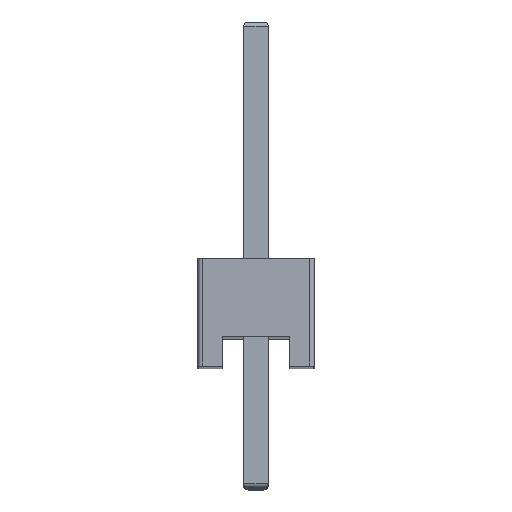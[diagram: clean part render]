
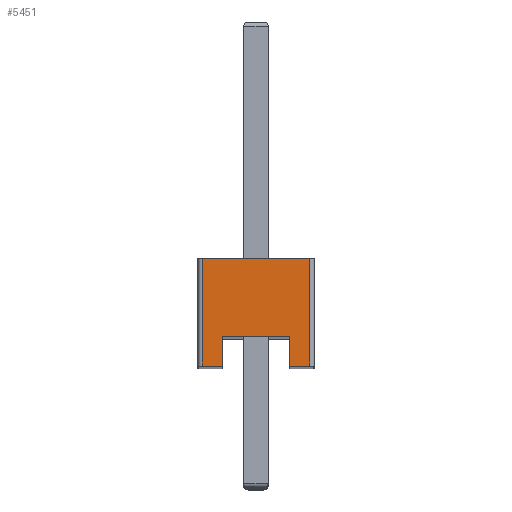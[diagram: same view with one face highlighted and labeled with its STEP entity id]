
A CAD part, top view. The second image highlights one B-rep face of the part: STEP entity #5451.
In plain terms, the highlighted planar face has unit normal (0, 0, 1).
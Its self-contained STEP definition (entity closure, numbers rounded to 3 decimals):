
#189=PLANE('',#5978);
#601=FACE_OUTER_BOUND('',#934,.T.);
#934=EDGE_LOOP('',(#4721,#4722,#4723,#4724,#4725,#4726,#4727,#4728));
#1214=LINE('',#8019,#1778);
#1257=LINE('',#8104,#1821);
#1268=LINE('',#8166,#1832);
#1603=LINE('',#9105,#2167);
#1604=LINE('',#9108,#2168);
#1605=LINE('',#9110,#2169);
#1606=LINE('',#9112,#2170);
#1607=LINE('',#9113,#2171);
#1778=VECTOR('',#6402,10.);
#1821=VECTOR('',#6447,10.);
#1832=VECTOR('',#6500,10.);
#2167=VECTOR('',#7517,10.);
#2168=VECTOR('',#7520,10.);
#2169=VECTOR('',#7521,10.);
#2170=VECTOR('',#7522,10.);
#2171=VECTOR('',#7523,10.);
#2323=VERTEX_POINT('',#8016);
#2324=VERTEX_POINT('',#8018);
#2365=VERTEX_POINT('',#8102);
#2395=VERTEX_POINT('',#8164);
#2658=VERTEX_POINT('',#9103);
#2659=VERTEX_POINT('',#9107);
#2660=VERTEX_POINT('',#9109);
#2661=VERTEX_POINT('',#9111);
#2870=EDGE_CURVE('',#2324,#2323,#1214,.T.);
#2913=EDGE_CURVE('',#2323,#2365,#1257,.T.);
#2944=EDGE_CURVE('',#2395,#2365,#1268,.T.);
#3404=EDGE_CURVE('',#2395,#2658,#1603,.T.);
#3405=EDGE_CURVE('',#2659,#2658,#1604,.T.);
#3406=EDGE_CURVE('',#2660,#2659,#1605,.T.);
#3407=EDGE_CURVE('',#2661,#2660,#1606,.T.);
#3408=EDGE_CURVE('',#2661,#2324,#1607,.T.);
#4721=ORIENTED_EDGE('',*,*,#2913,.T.);
#4722=ORIENTED_EDGE('',*,*,#2944,.F.);
#4723=ORIENTED_EDGE('',*,*,#3404,.T.);
#4724=ORIENTED_EDGE('',*,*,#3405,.F.);
#4725=ORIENTED_EDGE('',*,*,#3406,.F.);
#4726=ORIENTED_EDGE('',*,*,#3407,.F.);
#4727=ORIENTED_EDGE('',*,*,#3408,.T.);
#4728=ORIENTED_EDGE('',*,*,#2870,.T.);
#5451=ADVANCED_FACE('',(#601),#189,.T.);
#5978=AXIS2_PLACEMENT_3D('',#9106,#7518,#7519);
#6402=DIRECTION('',(1.,0.,0.));
#6447=DIRECTION('',(0.,-1.,0.));
#6500=DIRECTION('',(-1.,0.,0.));
#7517=DIRECTION('',(0.,1.,0.));
#7518=DIRECTION('center_axis',(0.,0.,1.));
#7519=DIRECTION('ref_axis',(1.,0.,0.));
#7520=DIRECTION('',(1.,0.,0.));
#7521=DIRECTION('',(0.,1.,0.));
#7522=DIRECTION('',(-1.,0.,0.));
#7523=DIRECTION('',(0.,1.,0.));
#8016=CARTESIAN_POINT('',(2.05,0.65,2.6));
#8018=CARTESIAN_POINT('',(0.55,0.65,2.6));
#8019=CARTESIAN_POINT('',(0.325,0.65,2.6));
#8102=CARTESIAN_POINT('',(2.05,0.,2.6));
#8104=CARTESIAN_POINT('',(2.05,0.325,2.6));
#8164=CARTESIAN_POINT('',(2.5,0.,2.6));
#8166=CARTESIAN_POINT('',(2.5,0.,2.6));
#9103=CARTESIAN_POINT('',(2.5,2.4,2.6));
#9105=CARTESIAN_POINT('',(2.5,0.,2.6));
#9106=CARTESIAN_POINT('Origin',(0.1,0.,2.6));
#9107=CARTESIAN_POINT('',(0.1,2.4,2.6));
#9108=CARTESIAN_POINT('',(2.5,2.4,2.6));
#9109=CARTESIAN_POINT('',(0.1,0.,2.6));
#9110=CARTESIAN_POINT('',(0.1,0.,2.6));
#9111=CARTESIAN_POINT('',(0.55,0.,2.6));
#9112=CARTESIAN_POINT('',(2.5,0.,2.6));
#9113=CARTESIAN_POINT('',(0.55,0.,2.6));
